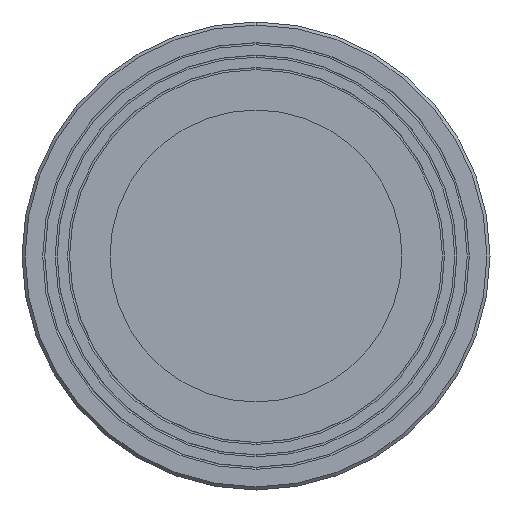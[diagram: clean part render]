
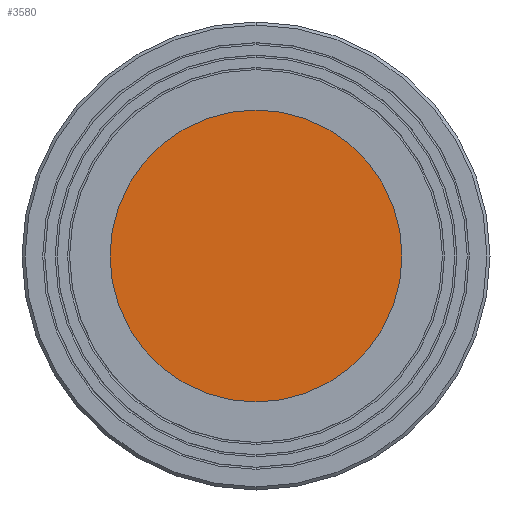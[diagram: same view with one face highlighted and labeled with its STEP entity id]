
A CAD part, front view. The second image highlights one B-rep face of the part: STEP entity #3580.
In plain terms, the highlighted planar face has unit normal (0, -1, 0).
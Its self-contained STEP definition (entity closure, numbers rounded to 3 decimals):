
#235 = CARTESIAN_POINT ( 'NONE',  ( 0., 2., 70.5 ) ) ;
#245 = DIRECTION ( 'NONE',  ( 0., 0., 1. ) ) ;
#246 = PLANE ( 'NONE',  #2349 ) ;
#247 = FACE_OUTER_BOUND ( 'NONE', #4259, .T. ) ;
#256 = CARTESIAN_POINT ( 'NONE',  ( 0., 2., 0. ) ) ;
#258 = DIRECTION ( 'NONE',  ( 0., 1., 0. ) ) ;
#1697 = DIRECTION ( 'NONE',  ( 0., 0., -1. ) ) ;
#1698 = DIRECTION ( 'NONE',  ( 0., -1., 0. ) ) ;
#1722 = CARTESIAN_POINT ( 'NONE',  ( 0., 2., 0. ) ) ;
#2302 = CIRCLE ( 'NONE', #2605, 70.5 ) ;
#2349 = AXIS2_PLACEMENT_3D ( 'NONE', #256, #258, #245 ) ;
#2355 = AXIS2_PLACEMENT_3D ( 'NONE', #1722, #1698, #1697 ) ;
#2481 = CIRCLE ( 'NONE', #2355, 70.5 ) ;
#2605 = AXIS2_PLACEMENT_3D ( 'NONE', #9529, #9528, #9527 ) ;
#2717 = EDGE_CURVE ( 'NONE', #3734, #3991, #2481, .T. ) ;
#2940 = EDGE_CURVE ( 'NONE', #3991, #3734, #2302, .T. ) ;
#3580 = ADVANCED_FACE ( 'NONE', ( #247 ), #246, .F. ) ;
#3734 = VERTEX_POINT ( 'NONE', #235 ) ;
#3991 = VERTEX_POINT ( 'NONE', #4490 ) ;
#4259 = EDGE_LOOP ( 'NONE', ( #4327, #4349 ) ) ;
#4327 = ORIENTED_EDGE ( 'NONE', *, *, #2940, .T. ) ;
#4349 = ORIENTED_EDGE ( 'NONE', *, *, #2717, .T. ) ;
#4490 = CARTESIAN_POINT ( 'NONE',  ( 0., 2., -70.5 ) ) ;
#9527 = DIRECTION ( 'NONE',  ( 0., 0., -1. ) ) ;
#9528 = DIRECTION ( 'NONE',  ( 0., -1., 0. ) ) ;
#9529 = CARTESIAN_POINT ( 'NONE',  ( 0., 2., 0. ) ) ;
